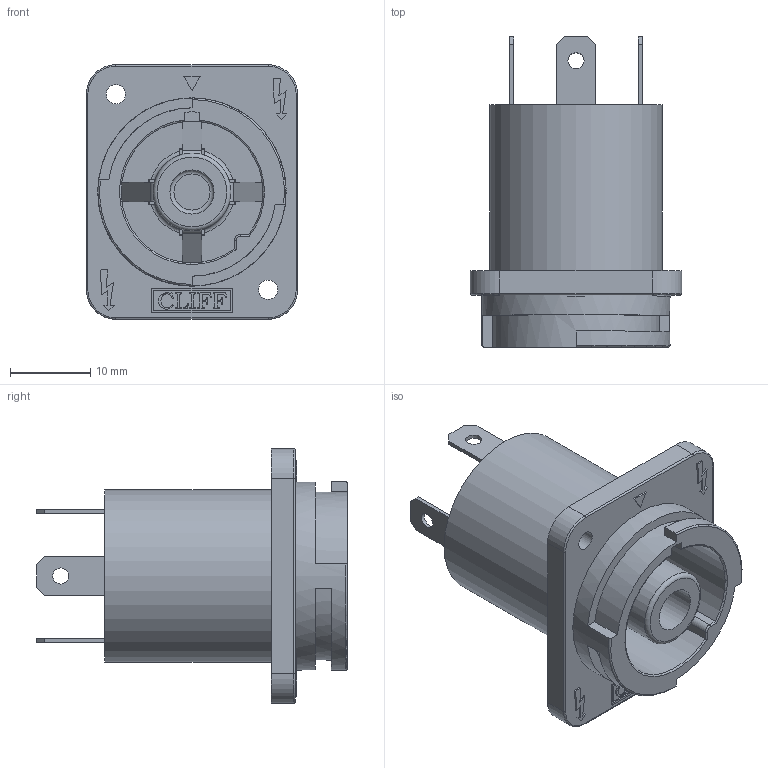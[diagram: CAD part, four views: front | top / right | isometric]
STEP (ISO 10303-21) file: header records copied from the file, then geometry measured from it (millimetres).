
FILE_DESCRIPTION(/* description */ (''),/* implementation_level */ '2;1');
FILE_NAME(/* name */ 'FCR2068 blue socket.stp',/* time_stamp */ '2022-03-31T14:56:54+01:00',/* author */ ('tottley'),/* organization */ (''),/* preprocessor_version */ 'ST-DEVELOPER v18.1',/* originating_system */ 'Autodesk Inventor 2022',/* authorisation */ '');
FILE_SCHEMA (('AUTOMOTIVE_DESIGN { 1 0 10303 214 3 1 1 }'));
Length unit declared in the file: millimetre
Products named in the file (1): Part3
Bounding box: 26.4 x 38.75 x 31.8 mm (x, y, z)
Volume: 7286.7 mm3; surface area: 8541.9 mm2
Topology: 1 solids, 1 shells, 396 faces, 1144 edges, 756 vertices
Faces by surface type: plane 283, cylinder 60, bspline 34, torus 15, cone 4
Full cylindrical faces by diameter (mm): 2 x4, 2.4 x2, 5.5 x1, 9.7 x1, 11 x1, 15.3 x1, 21.5 x1, 23.5 x1
Entity records: 13790 total; most frequent: CARTESIAN_POINT 2990, ORIENTED_EDGE 2288, DIRECTION 1969, EDGE_CURVE 1144, LINE 839, VECTOR 839, VERTEX_POINT 756, AXIS2_PLACEMENT_3D 565
